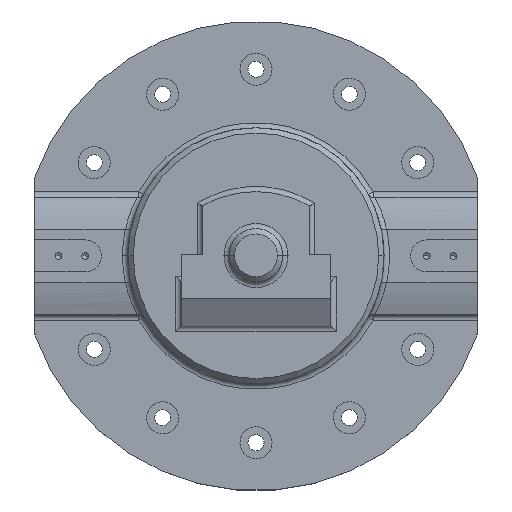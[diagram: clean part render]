
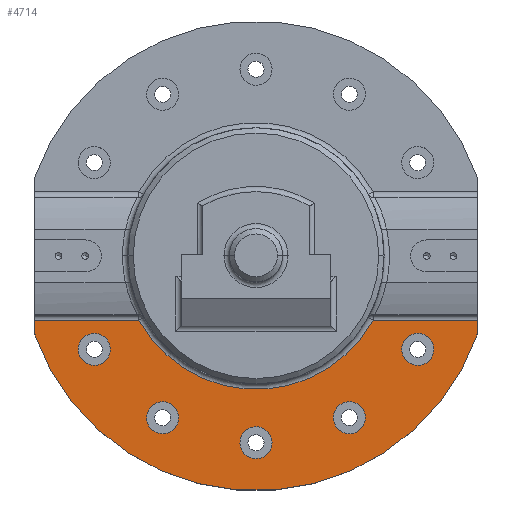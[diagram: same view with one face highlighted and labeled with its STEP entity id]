
A CAD part, top view. The second image highlights one B-rep face of the part: STEP entity #4714.
In plain terms, the highlighted planar face has unit normal (0, 0, 1).
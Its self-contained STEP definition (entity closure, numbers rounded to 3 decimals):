
#143=CARTESIAN_POINT('Vertex',(-263.525,-92.838,25.4)) ;
#157=CARTESIAN_POINT('Vertex',(263.525,-92.838,25.4)) ;
#160=CARTESIAN_POINT('Axis2P3D Location',(0.,0.,25.4)) ;
#2102=CARTESIAN_POINT('Axis2P3D Location',(-192.474,-111.125,25.4)) ;
#2106=CARTESIAN_POINT('Vertex',(-209.192,-101.992,25.4)) ;
#2108=CARTESIAN_POINT('Vertex',(-175.756,-120.258,25.4)) ;
#2128=CARTESIAN_POINT('Axis2P3D Location',(-192.474,-111.125,25.4)) ;
#2145=CARTESIAN_POINT('Axis2P3D Location',(-111.113,-192.481,25.4)) ;
#2149=CARTESIAN_POINT('Vertex',(-127.831,-183.348,25.4)) ;
#2151=CARTESIAN_POINT('Vertex',(-94.395,-201.614,25.4)) ;
#2171=CARTESIAN_POINT('Axis2P3D Location',(-111.113,-192.481,25.4)) ;
#2188=CARTESIAN_POINT('Axis2P3D Location',(111.113,-192.481,25.4)) ;
#2192=CARTESIAN_POINT('Vertex',(94.395,-183.348,25.4)) ;
#2194=CARTESIAN_POINT('Vertex',(127.831,-201.614,25.4)) ;
#2214=CARTESIAN_POINT('Axis2P3D Location',(111.113,-192.481,25.4)) ;
#2231=CARTESIAN_POINT('Axis2P3D Location',(0.,-222.25,25.4)) ;
#2235=CARTESIAN_POINT('Vertex',(-16.718,-213.117,25.4)) ;
#2237=CARTESIAN_POINT('Vertex',(16.718,-231.383,25.4)) ;
#2257=CARTESIAN_POINT('Axis2P3D Location',(0.,-222.25,25.4)) ;
#2274=CARTESIAN_POINT('Axis2P3D Location',(192.474,-111.125,25.4)) ;
#2278=CARTESIAN_POINT('Vertex',(209.192,-120.258,25.4)) ;
#2280=CARTESIAN_POINT('Vertex',(175.756,-101.992,25.4)) ;
#2300=CARTESIAN_POINT('Axis2P3D Location',(192.474,-111.125,25.4)) ;
#3985=CARTESIAN_POINT('Axis2P3D Location',(0.,0.,25.4)) ;
#4533=CARTESIAN_POINT('Vertex',(263.525,-76.2,25.4)) ;
#4536=CARTESIAN_POINT('Line Origin',(263.525,-84.519,25.4)) ;
#4579=CARTESIAN_POINT('Vertex',(-263.525,-76.2,25.4)) ;
#4594=CARTESIAN_POINT('Line Origin',(-263.525,-84.519,25.4)) ;
#4667=CARTESIAN_POINT('Line Origin',(201.396,-76.2,25.4)) ;
#4671=CARTESIAN_POINT('Vertex',(139.266,-76.2,25.4)) ;
#4674=CARTESIAN_POINT('Axis2P3D Location',(0.,0.,25.4)) ;
#4678=CARTESIAN_POINT('Vertex',(-139.266,-76.2,25.4)) ;
#4681=CARTESIAN_POINT('Line Origin',(-201.396,-76.2,25.4)) ;
#4538=VECTOR('Line Direction',#4537,1.) ;
#4596=VECTOR('Line Direction',#4595,1.) ;
#4669=VECTOR('Line Direction',#4668,1.) ;
#4683=VECTOR('Line Direction',#4682,1.) ;
#161=DIRECTION('Axis2P3D Direction',(0.,0.,1.)) ;
#2103=DIRECTION('Axis2P3D Direction',(0.,-0.,-1.)) ;
#2129=DIRECTION('Axis2P3D Direction',(0.,-0.,-1.)) ;
#2146=DIRECTION('Axis2P3D Direction',(0.,-0.,-1.)) ;
#2172=DIRECTION('Axis2P3D Direction',(0.,-0.,-1.)) ;
#2189=DIRECTION('Axis2P3D Direction',(0.,-0.,-1.)) ;
#2215=DIRECTION('Axis2P3D Direction',(0.,-0.,-1.)) ;
#2232=DIRECTION('Axis2P3D Direction',(0.,-0.,-1.)) ;
#2258=DIRECTION('Axis2P3D Direction',(0.,-0.,-1.)) ;
#2275=DIRECTION('Axis2P3D Direction',(0.,-0.,-1.)) ;
#2301=DIRECTION('Axis2P3D Direction',(0.,-0.,-1.)) ;
#3986=DIRECTION('Axis2P3D Direction',(0.,0.,1.)) ;
#3987=DIRECTION('Axis2P3D XDirection',(1.,0.,0.)) ;
#4537=DIRECTION('Vector Direction',(0.,1.,0.)) ;
#4595=DIRECTION('Vector Direction',(0.,-1.,0.)) ;
#4668=DIRECTION('Vector Direction',(-1.,0.,0.)) ;
#4675=DIRECTION('Axis2P3D Direction',(0.,0.,1.)) ;
#4682=DIRECTION('Vector Direction',(-1.,0.,0.)) ;
#162=AXIS2_PLACEMENT_3D('Circle Axis2P3D',#160,#161,$) ;
#2104=AXIS2_PLACEMENT_3D('Circle Axis2P3D',#2102,#2103,$) ;
#2130=AXIS2_PLACEMENT_3D('Circle Axis2P3D',#2128,#2129,$) ;
#2147=AXIS2_PLACEMENT_3D('Circle Axis2P3D',#2145,#2146,$) ;
#2173=AXIS2_PLACEMENT_3D('Circle Axis2P3D',#2171,#2172,$) ;
#2190=AXIS2_PLACEMENT_3D('Circle Axis2P3D',#2188,#2189,$) ;
#2216=AXIS2_PLACEMENT_3D('Circle Axis2P3D',#2214,#2215,$) ;
#2233=AXIS2_PLACEMENT_3D('Circle Axis2P3D',#2231,#2232,$) ;
#2259=AXIS2_PLACEMENT_3D('Circle Axis2P3D',#2257,#2258,$) ;
#2276=AXIS2_PLACEMENT_3D('Circle Axis2P3D',#2274,#2275,$) ;
#2302=AXIS2_PLACEMENT_3D('Circle Axis2P3D',#2300,#2301,$) ;
#3988=AXIS2_PLACEMENT_3D('Plane Axis2P3D',#3985,#3986,#3987) ;
#4676=AXIS2_PLACEMENT_3D('Circle Axis2P3D',#4674,#4675,$) ;
#4539=LINE('Line',#4536,#4538) ;
#4597=LINE('Line',#4594,#4596) ;
#4670=LINE('Line',#4667,#4669) ;
#4684=LINE('Line',#4681,#4683) ;
#163=CIRCLE('generated circle',#162,279.4) ;
#2105=CIRCLE('generated circle',#2104,19.05) ;
#2131=CIRCLE('generated circle',#2130,19.05) ;
#2148=CIRCLE('generated circle',#2147,19.05) ;
#2174=CIRCLE('generated circle',#2173,19.05) ;
#2191=CIRCLE('generated circle',#2190,19.05) ;
#2217=CIRCLE('generated circle',#2216,19.05) ;
#2234=CIRCLE('generated circle',#2233,19.05) ;
#2260=CIRCLE('generated circle',#2259,19.05) ;
#2277=CIRCLE('generated circle',#2276,19.05) ;
#2303=CIRCLE('generated circle',#2302,19.05) ;
#4677=CIRCLE('generated circle',#4676,158.75) ;
#3989=PLANE('',#3988) ;
#4697=FACE_BOUND('',#4694,.T.) ;
#4701=FACE_BOUND('',#4698,.T.) ;
#4705=FACE_BOUND('',#4702,.T.) ;
#4709=FACE_BOUND('',#4706,.T.) ;
#4713=FACE_BOUND('',#4710,.T.) ;
#164=EDGE_CURVE('',#144,#158,#163,.T.) ;
#2110=EDGE_CURVE('',#2107,#2109,#2105,.F.) ;
#2132=EDGE_CURVE('',#2109,#2107,#2131,.F.) ;
#2153=EDGE_CURVE('',#2150,#2152,#2148,.F.) ;
#2175=EDGE_CURVE('',#2152,#2150,#2174,.F.) ;
#2196=EDGE_CURVE('',#2193,#2195,#2191,.F.) ;
#2218=EDGE_CURVE('',#2195,#2193,#2217,.F.) ;
#2239=EDGE_CURVE('',#2236,#2238,#2234,.F.) ;
#2261=EDGE_CURVE('',#2238,#2236,#2260,.F.) ;
#2282=EDGE_CURVE('',#2279,#2281,#2277,.F.) ;
#2304=EDGE_CURVE('',#2281,#2279,#2303,.F.) ;
#4540=EDGE_CURVE('',#158,#4534,#4539,.T.) ;
#4598=EDGE_CURVE('',#4580,#144,#4597,.T.) ;
#4673=EDGE_CURVE('',#4534,#4672,#4670,.T.) ;
#4680=EDGE_CURVE('',#4672,#4679,#4677,.F.) ;
#4685=EDGE_CURVE('',#4679,#4580,#4684,.T.) ;
#4686=EDGE_LOOP('',(#4687,#4688,#4689,#4690,#4691,#4692)) ;
#4694=EDGE_LOOP('',(#4695,#4696)) ;
#4698=EDGE_LOOP('',(#4699,#4700)) ;
#4702=EDGE_LOOP('',(#4703,#4704)) ;
#4706=EDGE_LOOP('',(#4707,#4708)) ;
#4710=EDGE_LOOP('',(#4711,#4712)) ;
#4687=ORIENTED_EDGE('',*,*,#4598,.T.) ;
#4688=ORIENTED_EDGE('',*,*,#164,.T.) ;
#4689=ORIENTED_EDGE('',*,*,#4540,.T.) ;
#4690=ORIENTED_EDGE('',*,*,#4673,.T.) ;
#4691=ORIENTED_EDGE('',*,*,#4680,.T.) ;
#4692=ORIENTED_EDGE('',*,*,#4685,.T.) ;
#4695=ORIENTED_EDGE('',*,*,#2304,.F.) ;
#4696=ORIENTED_EDGE('',*,*,#2282,.F.) ;
#4699=ORIENTED_EDGE('',*,*,#2261,.F.) ;
#4700=ORIENTED_EDGE('',*,*,#2239,.F.) ;
#4703=ORIENTED_EDGE('',*,*,#2218,.F.) ;
#4704=ORIENTED_EDGE('',*,*,#2196,.F.) ;
#4707=ORIENTED_EDGE('',*,*,#2175,.F.) ;
#4708=ORIENTED_EDGE('',*,*,#2153,.F.) ;
#4711=ORIENTED_EDGE('',*,*,#2132,.F.) ;
#4712=ORIENTED_EDGE('',*,*,#2110,.F.) ;
#144=VERTEX_POINT('',#143) ;
#158=VERTEX_POINT('',#157) ;
#2107=VERTEX_POINT('',#2106) ;
#2109=VERTEX_POINT('',#2108) ;
#2150=VERTEX_POINT('',#2149) ;
#2152=VERTEX_POINT('',#2151) ;
#2193=VERTEX_POINT('',#2192) ;
#2195=VERTEX_POINT('',#2194) ;
#2236=VERTEX_POINT('',#2235) ;
#2238=VERTEX_POINT('',#2237) ;
#2279=VERTEX_POINT('',#2278) ;
#2281=VERTEX_POINT('',#2280) ;
#4534=VERTEX_POINT('',#4533) ;
#4580=VERTEX_POINT('',#4579) ;
#4672=VERTEX_POINT('',#4671) ;
#4679=VERTEX_POINT('',#4678) ;
#4714=ADVANCED_FACE('PartBody',(#4693,#4697,#4701,#4705,#4709,#4713),#3989,.T.) ;
#4693=FACE_OUTER_BOUND('',#4686,.T.) ;
